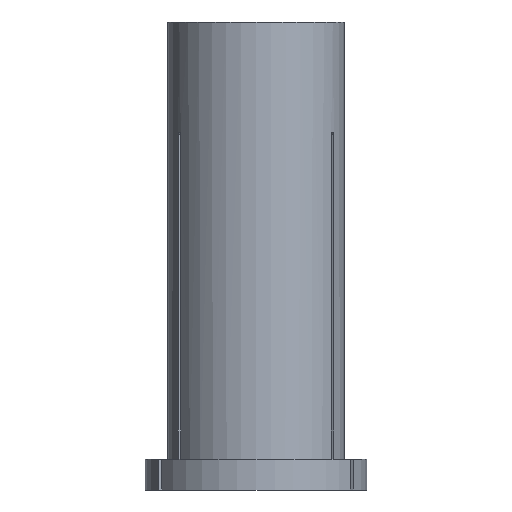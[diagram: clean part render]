
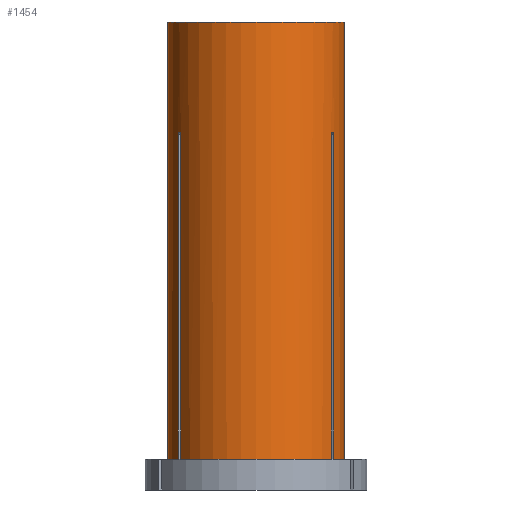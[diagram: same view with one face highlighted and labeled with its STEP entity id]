
A CAD part, front view. The second image highlights one B-rep face of the part: STEP entity #1454.
In plain terms, the highlighted cylindrical face has radius 10 mm (diameter 20 mm), a partial arc.
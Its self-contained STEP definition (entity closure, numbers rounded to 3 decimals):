
#2 = CARTESIAN_POINT ( 'NONE',  ( 0., 0., -49.4 ) ) ;
#12 = CARTESIAN_POINT ( 'NONE',  ( 10., 0., 0. ) ) ;
#19 = CIRCLE ( 'NONE', #985, 10. ) ;
#68 = VERTEX_POINT ( 'NONE', #1229 ) ;
#83 = VECTOR ( 'NONE', #97, 1000. ) ;
#97 = DIRECTION ( 'NONE',  ( 0., 0., 1. ) ) ;
#99 = VERTEX_POINT ( 'NONE', #1246 ) ;
#100 = EDGE_CURVE ( 'NONE', #520, #68, #1717, .T. ) ;
#106 = DIRECTION ( 'NONE',  ( 0., 0., 1. ) ) ;
#127 = VERTEX_POINT ( 'NONE', #190 ) ;
#131 = CYLINDRICAL_SURFACE ( 'NONE', #243, 10. ) ;
#134 = VERTEX_POINT ( 'NONE', #324 ) ;
#138 = B_SPLINE_CURVE_WITH_KNOTS ( 'NONE', 3,
 ( #1150, #498, #1692, #1558, #365 ),
 .UNSPECIFIED., .F., .F.,
 ( 4, 1, 4 ),
 ( 0.071, 0.071, 0.072 ),
 .UNSPECIFIED. ) ;
#140 = DIRECTION ( 'NONE',  ( 1., 0., 0. ) ) ;
#170 = DIRECTION ( 'NONE',  ( 0., 0., 1. ) ) ;
#190 = CARTESIAN_POINT ( 'NONE',  ( -10., 0., 0. ) ) ;
#195 = CIRCLE ( 'NONE', #594, 10. ) ;
#215 = VECTOR ( 'NONE', #425, 1000. ) ;
#240 = EDGE_CURVE ( 'NONE', #562, #1055, #195, .T. ) ;
#243 = AXIS2_PLACEMENT_3D ( 'NONE', #1089, #170, #1480 ) ;
#277 = VERTEX_POINT ( 'NONE', #1020 ) ;
#282 = ORIENTED_EDGE ( 'NONE', *, *, #368, .T. ) ;
#297 = LINE ( 'NONE', #1329, #952 ) ;
#299 = CARTESIAN_POINT ( 'NONE',  ( 0., 0., -49.4 ) ) ;
#324 = CARTESIAN_POINT ( 'NONE',  ( -8.806, -4.738, -12.504 ) ) ;
#350 = ORIENTED_EDGE ( 'NONE', *, *, #1272, .T. ) ;
#365 = CARTESIAN_POINT ( 'NONE',  ( -8.506, -5.258, -12.504 ) ) ;
#366 = CARTESIAN_POINT ( 'NONE',  ( 8.806, -4.738, -12.504 ) ) ;
#368 = EDGE_CURVE ( 'NONE', #277, #922, #1610, .T. ) ;
#425 = DIRECTION ( 'NONE',  ( 0., 0., 1. ) ) ;
#428 = CARTESIAN_POINT ( 'NONE',  ( 8.806, -4.738, -49.4 ) ) ;
#498 = CARTESIAN_POINT ( 'NONE',  ( -8.759, -4.826, -12.501 ) ) ;
#520 = VERTEX_POINT ( 'NONE', #1456 ) ;
#548 = CARTESIAN_POINT ( 'NONE',  ( 8.806, -4.738, 0. ) ) ;
#562 = VERTEX_POINT ( 'NONE', #1190 ) ;
#570 = DIRECTION ( 'NONE',  ( 1., 0., 0. ) ) ;
#594 = AXIS2_PLACEMENT_3D ( 'NONE', #299, #1481, #570 ) ;
#599 = VERTEX_POINT ( 'NONE', #1344 ) ;
#601 = CARTESIAN_POINT ( 'NONE',  ( 8.662, -5.001, -12.499 ) ) ;
#607 = ORIENTED_EDGE ( 'NONE', *, *, #1327, .T. ) ;
#626 = CARTESIAN_POINT ( 'NONE',  ( 8.559, -5.172, -12.501 ) ) ;
#635 = CARTESIAN_POINT ( 'NONE',  ( 0., 0., -49.4 ) ) ;
#671 = CARTESIAN_POINT ( 'NONE',  ( 8.506, -5.258, 0. ) ) ;
#692 = VERTEX_POINT ( 'NONE', #428 ) ;
#751 = LINE ( 'NONE', #1688, #83 ) ;
#761 = CARTESIAN_POINT ( 'NONE',  ( 0., 0., 0. ) ) ;
#762 = ORIENTED_EDGE ( 'NONE', *, *, #904, .T. ) ;
#779 = ORIENTED_EDGE ( 'NONE', *, *, #240, .T. ) ;
#783 = EDGE_CURVE ( 'NONE', #127, #1347, #870, .T. ) ;
#787 = LINE ( 'NONE', #548, #1442 ) ;
#801 = EDGE_CURVE ( 'NONE', #134, #68, #138, .T. ) ;
#838 = EDGE_CURVE ( 'NONE', #599, #277, #1490, .T. ) ;
#866 = EDGE_CURVE ( 'NONE', #692, #922, #787, .T. ) ;
#870 = CIRCLE ( 'NONE', #1044, 10. ) ;
#875 = LINE ( 'NONE', #1345, #215 ) ;
#886 = EDGE_CURVE ( 'NONE', #562, #127, #751, .T. ) ;
#899 = DIRECTION ( 'NONE',  ( 1., 0., 0. ) ) ;
#904 = EDGE_CURVE ( 'NONE', #692, #99, #1401, .T. ) ;
#922 = VERTEX_POINT ( 'NONE', #1271 ) ;
#930 = DIRECTION ( 'NONE',  ( 0., 0., 1. ) ) ;
#937 = ORIENTED_EDGE ( 'NONE', *, *, #783, .F. ) ;
#952 = VECTOR ( 'NONE', #1198, 1000. ) ;
#985 = AXIS2_PLACEMENT_3D ( 'NONE', #2, #930, #140 ) ;
#986 = DIRECTION ( 'NONE',  ( 0., 0., 1. ) ) ;
#1016 = VECTOR ( 'NONE', #986, 1000. ) ;
#1020 = CARTESIAN_POINT ( 'NONE',  ( 8.506, -5.258, -12.504 ) ) ;
#1044 = AXIS2_PLACEMENT_3D ( 'NONE', #761, #106, #899 ) ;
#1055 = VERTEX_POINT ( 'NONE', #1377 ) ;
#1089 = CARTESIAN_POINT ( 'NONE',  ( 0., 0., 0. ) ) ;
#1135 = VECTOR ( 'NONE', #1189, 1000. ) ;
#1144 = ORIENTED_EDGE ( 'NONE', *, *, #1437, .T. ) ;
#1150 = CARTESIAN_POINT ( 'NONE',  ( -8.806, -4.738, -12.504 ) ) ;
#1189 = DIRECTION ( 'NONE',  ( 0., 0., 1. ) ) ;
#1190 = CARTESIAN_POINT ( 'NONE',  ( -10., 0., -49.4 ) ) ;
#1198 = DIRECTION ( 'NONE',  ( 0., 0., 1. ) ) ;
#1222 = FACE_OUTER_BOUND ( 'NONE', #1300, .T. ) ;
#1229 = CARTESIAN_POINT ( 'NONE',  ( -8.506, -5.258, -12.504 ) ) ;
#1246 = CARTESIAN_POINT ( 'NONE',  ( 10., 0., -49.4 ) ) ;
#1271 = CARTESIAN_POINT ( 'NONE',  ( 8.806, -4.738, -12.504 ) ) ;
#1272 = EDGE_CURVE ( 'NONE', #520, #599, #19, .T. ) ;
#1300 = EDGE_LOOP ( 'NONE', ( #1597, #779, #607, #1342, #1524, #350, #1545, #282, #1684, #762, #1144, #937 ) ) ;
#1327 = EDGE_CURVE ( 'NONE', #1055, #134, #297, .T. ) ;
#1329 = CARTESIAN_POINT ( 'NONE',  ( -8.806, -4.738, 0. ) ) ;
#1342 = ORIENTED_EDGE ( 'NONE', *, *, #801, .T. ) ;
#1344 = CARTESIAN_POINT ( 'NONE',  ( 8.506, -5.258, -49.4 ) ) ;
#1345 = CARTESIAN_POINT ( 'NONE',  ( 10., 0., 0. ) ) ;
#1347 = VERTEX_POINT ( 'NONE', #12 ) ;
#1363 = CARTESIAN_POINT ( 'NONE',  ( 8.506, -5.258, -12.504 ) ) ;
#1377 = CARTESIAN_POINT ( 'NONE',  ( -8.806, -4.738, -49.4 ) ) ;
#1401 = CIRCLE ( 'NONE', #1668, 10. ) ;
#1405 = DIRECTION ( 'NONE',  ( 1., 0., 0. ) ) ;
#1437 = EDGE_CURVE ( 'NONE', #99, #1347, #875, .T. ) ;
#1442 = VECTOR ( 'NONE', #1459, 1000. ) ;
#1454 = ADVANCED_FACE ( 'NONE', ( #1222 ), #131, .T. ) ;
#1456 = CARTESIAN_POINT ( 'NONE',  ( -8.506, -5.258, -49.4 ) ) ;
#1459 = DIRECTION ( 'NONE',  ( 0., 0., 1. ) ) ;
#1480 = DIRECTION ( 'NONE',  ( 1., 0., 0. ) ) ;
#1481 = DIRECTION ( 'NONE',  ( 0., 0., 1. ) ) ;
#1490 = LINE ( 'NONE', #671, #1135 ) ;
#1510 = CARTESIAN_POINT ( 'NONE',  ( 8.759, -4.826, -12.501 ) ) ;
#1524 = ORIENTED_EDGE ( 'NONE', *, *, #100, .F. ) ;
#1545 = ORIENTED_EDGE ( 'NONE', *, *, #838, .T. ) ;
#1552 = DIRECTION ( 'NONE',  ( 0., 0., 1. ) ) ;
#1558 = CARTESIAN_POINT ( 'NONE',  ( -8.559, -5.173, -12.501 ) ) ;
#1597 = ORIENTED_EDGE ( 'NONE', *, *, #886, .F. ) ;
#1610 = B_SPLINE_CURVE_WITH_KNOTS ( 'NONE', 3,
 ( #1363, #626, #601, #1510, #366 ),
 .UNSPECIFIED., .F., .F.,
 ( 4, 1, 4 ),
 ( 0.076, 0.077, 0.077 ),
 .UNSPECIFIED. ) ;
#1653 = CARTESIAN_POINT ( 'NONE',  ( -8.506, -5.258, 0. ) ) ;
#1668 = AXIS2_PLACEMENT_3D ( 'NONE', #635, #1552, #1405 ) ;
#1684 = ORIENTED_EDGE ( 'NONE', *, *, #866, .F. ) ;
#1688 = CARTESIAN_POINT ( 'NONE',  ( -10., 0., 0. ) ) ;
#1692 = CARTESIAN_POINT ( 'NONE',  ( -8.661, -5.001, -12.499 ) ) ;
#1717 = LINE ( 'NONE', #1653, #1016 ) ;
